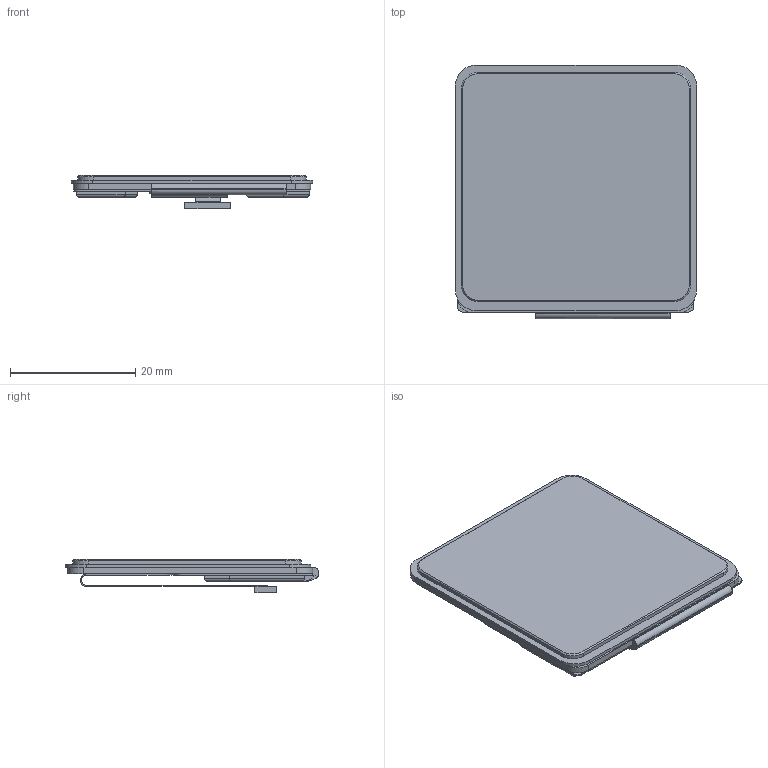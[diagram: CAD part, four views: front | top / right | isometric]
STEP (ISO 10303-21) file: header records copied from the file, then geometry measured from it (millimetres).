
FILE_DESCRIPTION(/* description */ (''),/* implementation_level */ '2;1');
FILE_NAME(/* name */ '',/* time_stamp */ '2025-06-21T21:33:54+08:00',/* author */ (''),/* organization */ (''),/* preprocessor_version */ 'ST-DEVELOPER v20.1',/* originating_system */ 'Autodesk Translation Framework v14.10.0.0',/* authorisation */ '');
FILE_SCHEMA (('AUTOMOTIVE_DESIGN { 1 0 10303 214 3 1 1 }'));
Length unit declared in the file: millimetre
Products named in the file (1): 鱼鹰2寸方屏
Bounding box: 38.5 x 40.5 x 5.3 mm (x, y, z)
Volume: 4042.2 mm3; surface area: 11156.4 mm2
Topology: 5 solids, 5 shells, 133 faces, 333 edges, 215 vertices
Faces by surface type: plane 85, cylinder 43, cone 4, bspline 1
Entity records: 4045 total; most frequent: CARTESIAN_POINT 753, DIRECTION 672, ORIENTED_EDGE 666, EDGE_CURVE 333, LINE 252, VECTOR 252, VERTEX_POINT 215, AXIS2_PLACEMENT_3D 210
